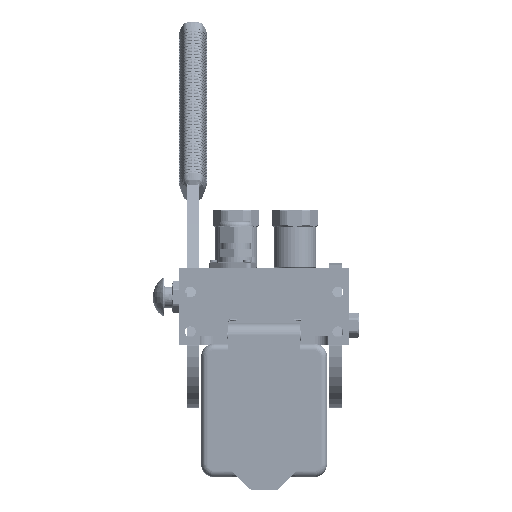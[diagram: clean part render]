
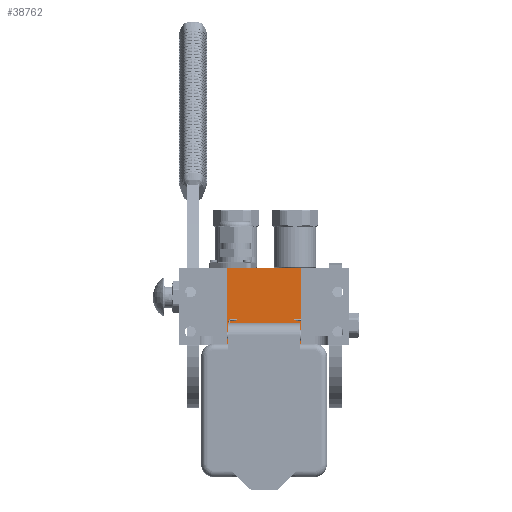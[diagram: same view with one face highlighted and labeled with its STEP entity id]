
A CAD part, left-side view. The second image highlights one B-rep face of the part: STEP entity #38762.
In plain terms, the highlighted face is planar.
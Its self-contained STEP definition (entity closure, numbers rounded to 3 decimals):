
#1346 = DIRECTION ( 'NONE',  ( -1., 0., 0. ) ) ;
#3806 = PLANE ( 'NONE',  #141203 ) ;
#6620 = CARTESIAN_POINT ( 'NONE',  ( 29., 60.2, -107.5 ) ) ;
#11363 = CARTESIAN_POINT ( 'NONE',  ( -29., 0., -107.5 ) ) ;
#13589 = VECTOR ( 'NONE', #48199, 1000. ) ;
#16616 = CARTESIAN_POINT ( 'NONE',  ( 29., 0., -107.5 ) ) ;
#16817 = ORIENTED_EDGE ( 'NONE', *, *, #141996, .F. ) ;
#33250 = CARTESIAN_POINT ( 'NONE',  ( -29., 0., -107.5 ) ) ;
#38762 = ADVANCED_FACE ( 'NONE', ( #87859 ), #3806, .T. ) ;
#44783 = LINE ( 'NONE', #116191, #164996 ) ;
#48199 = DIRECTION ( 'NONE',  ( 0., 1., 0. ) ) ;
#50923 = EDGE_CURVE ( 'NONE', #66619, #94749, #44783, .T. ) ;
#51440 = EDGE_CURVE ( 'NONE', #139591, #203236, #157549, .T. ) ;
#66619 = VERTEX_POINT ( 'NONE', #119080 ) ;
#68845 = DIRECTION ( 'NONE',  ( -1., 0., 0. ) ) ;
#82640 = VECTOR ( 'NONE', #146353, 1000. ) ;
#82719 = DIRECTION ( 'NONE',  ( 0., 0., -1. ) ) ;
#83592 = ORIENTED_EDGE ( 'NONE', *, *, #51440, .F. ) ;
#87859 = FACE_OUTER_BOUND ( 'NONE', #140438, .T. ) ;
#94749 = VERTEX_POINT ( 'NONE', #11363 ) ;
#111794 = LINE ( 'NONE', #16616, #13589 ) ;
#116191 = CARTESIAN_POINT ( 'NONE',  ( 29., 0., -107.5 ) ) ;
#119080 = CARTESIAN_POINT ( 'NONE',  ( 29., 0., -107.5 ) ) ;
#128133 = DIRECTION ( 'NONE',  ( -1., 0., 0. ) ) ;
#139591 = VERTEX_POINT ( 'NONE', #6620 ) ;
#140438 = EDGE_LOOP ( 'NONE', ( #187268, #83592, #16817, #142853 ) ) ;
#141203 = AXIS2_PLACEMENT_3D ( 'NONE', #176786, #82719, #128133 ) ;
#141996 = EDGE_CURVE ( 'NONE', #66619, #139591, #111794, .T. ) ;
#142853 = ORIENTED_EDGE ( 'NONE', *, *, #50923, .T. ) ;
#146353 = DIRECTION ( 'NONE',  ( 0., 1., 0. ) ) ;
#153938 = LINE ( 'NONE', #33250, #82640 ) ;
#157549 = LINE ( 'NONE', #175022, #187377 ) ;
#164996 = VECTOR ( 'NONE', #68845, 1000. ) ;
#175022 = CARTESIAN_POINT ( 'NONE',  ( 29., 60.2, -107.5 ) ) ;
#176786 = CARTESIAN_POINT ( 'NONE',  ( 29., 0., -107.5 ) ) ;
#178114 = EDGE_CURVE ( 'NONE', #94749, #203236, #153938, .T. ) ;
#187268 = ORIENTED_EDGE ( 'NONE', *, *, #178114, .T. ) ;
#187377 = VECTOR ( 'NONE', #1346, 1000. ) ;
#191419 = CARTESIAN_POINT ( 'NONE',  ( -29., 60.2, -107.5 ) ) ;
#203236 = VERTEX_POINT ( 'NONE', #191419 ) ;
